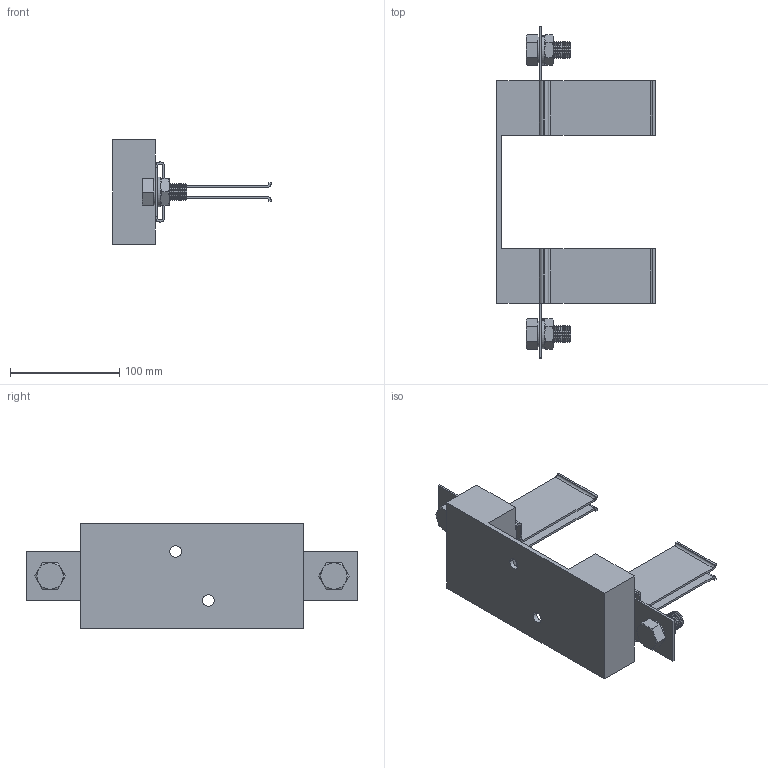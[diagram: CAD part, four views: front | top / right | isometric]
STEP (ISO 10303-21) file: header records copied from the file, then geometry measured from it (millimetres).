
FILE_DESCRIPTION (( 'STEP AP203' ), '1' );
FILE_NAME ('Îñíîâàíèå ñ äåðæàòåëåì ê ÏÏÍ EKF PROxima ÎÑÍ 41.SLDPRT.STEP', '2016-11-02T19:56:47', ( '' ), ( '' ), 'SwSTEP 2.0', 'SolidWorks 2014', '' );
FILE_SCHEMA (( 'CONFIG_CONTROL_DESIGN' ));
Length unit declared in the file: millimetre
Products named in the file (6): Îñíîâàíèå ñ äåðæàòåëåì ê ÏÏÍ EKF PROxima ÎÑÍ - 41; shim-support ring_din_DIN 988-S17x24; hex thin nut chamfered gradeab_din_Hexagon Thin Nut ISO 4035 - M16 - S; hex screw gradec_din_ISO 4018 - M16 x 30-NS; curved spring lock washer_din_Spring washer DIN 128 - A16; Îñíîâàíèå ñ äåðæàòåëåì ê ÏÏÍ EKF PROxima ÎÑÍ 41.SLDPRT
Assembly tree (9 placements, depth 2):
  Îñíîâàíèå ñ äåðæàòåëåì ê ÏÏÍ EKF PROxima ÎÑÍ 41.SLDPRT
    Îñíîâàíèå ñ äåðæàòåëåì ê ÏÏÍ EKF PROxima ÎÑÍ - 41
    shim-support ring_din_DIN 988-S17x24  x2
    curved spring lock washer_din_Spring washer DIN 128 - A16  x2
    hex screw gradec_din_ISO 4018 - M16 x 30-NS  x2
    hex thin nut chamfered gradeab_din_Hexagon Thin Nut ISO 4035 - M16 - S  x2
Bounding box: 145 x 304 x 96 mm (x, y, z)
Volume: 511435.2 mm3; surface area: 139338.3 mm2
Topology: 9 solids, 9 shells, 432 faces, 1084 edges, 672 vertices
Faces by surface type: cone 192, cylinder 132, plane 104, torus 4
Entity records: 9054 total; most frequent: CARTESIAN_POINT 1643, DIRECTION 1490, ORIENTED_EDGE 1372, EDGE_CURVE 686, AXIS2_PLACEMENT_3D 567, VERTEX_POINT 432, VECTOR 356, LINE 356
